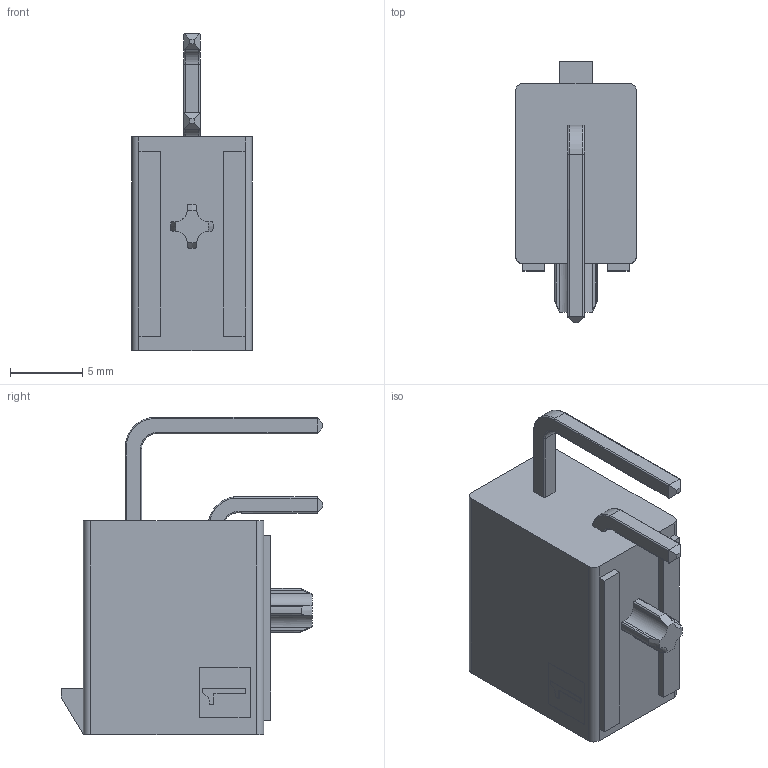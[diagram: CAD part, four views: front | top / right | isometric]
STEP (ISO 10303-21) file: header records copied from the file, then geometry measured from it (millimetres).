
FILE_DESCRIPTION((''),'2;1');
FILE_NAME('1720641002','2013-12-23T',('me'),(''),'PRO/ENGINEER BY PARAMETRIC TECHNOLOGY CORPORATION, 2011490','PRO/ENGINEER BY PARAMETRIC TECHNOLOGY CORPORATION, 2011490','');
FILE_SCHEMA(('CONFIG_CONTROL_DESIGN'));
Length unit declared in the file: millimetre
Products named in the file (1): 1720641002
Bounding box: 8.35 x 18.13 x 21.96 mm (x, y, z)
Volume: 987.1 mm3; surface area: 1605.6 mm2
Topology: 1 solids, 1 shells, 205 faces, 567 edges, 373 vertices
Faces by surface type: plane 147, cylinder 46, torus 8, cone 4
Entity records: 6615 total; most frequent: CARTESIAN_POINT 1385, ORIENTED_EDGE 1122, DIRECTION 1000, EDGE_CURVE 561, VECTOR 418, LINE 418, VERTEX_POINT 367, AXIS2_PLACEMENT_3D 291
